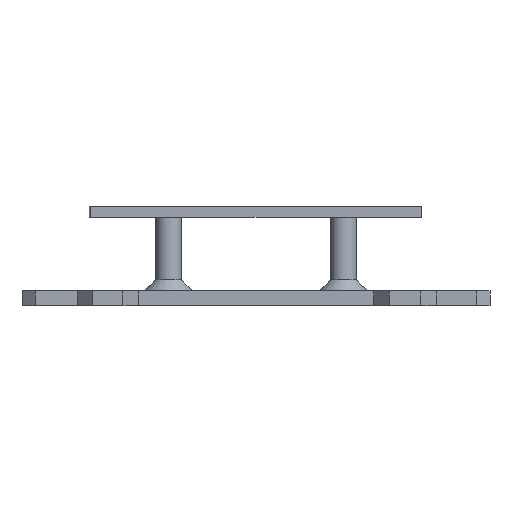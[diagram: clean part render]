
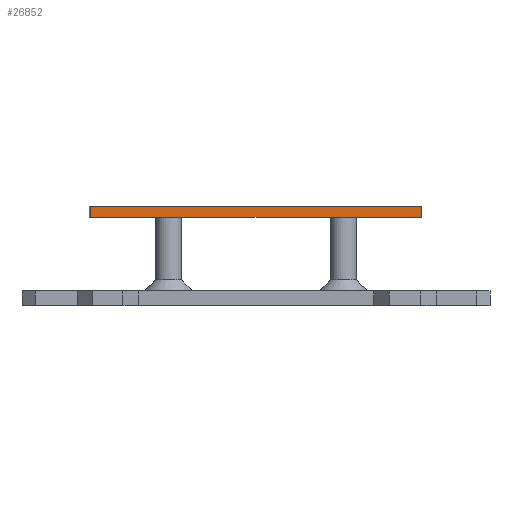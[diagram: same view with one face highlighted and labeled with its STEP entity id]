
A CAD part, front view. The second image highlights one B-rep face of the part: STEP entity #26852.
In plain terms, the highlighted planar face has unit normal (0, -1, 0).
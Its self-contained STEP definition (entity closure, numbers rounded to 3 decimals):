
#26771=CARTESIAN_POINT('',(468.25,-516.,20.));
#26772=VERTEX_POINT('',#26771);
#26789=CARTESIAN_POINT('',(468.25,-516.,23.));
#26790=VERTEX_POINT('',#26789);
#26797=CARTESIAN_POINT('',(468.25,-516.,23.));
#26798=DIRECTION('',(0.,0.,-1.));
#26799=VECTOR('',#26798,3.);
#26800=LINE('',#26797,#26799);
#26801=EDGE_CURVE('',#26790,#26772,#26800,.T.);
#26806=CARTESIAN_POINT('',(430.875,-516.,24.));
#26807=DIRECTION('',(0.,1.,0.));
#26808=DIRECTION('',(1.,0.,0.));
#26809=AXIS2_PLACEMENT_3D('',#26806,#26807,#26808);
#26810=PLANE('',#26809);
#26811=CARTESIAN_POINT('',(378.25,-516.,20.));
#26812=VERTEX_POINT('',#26811);
#26813=CARTESIAN_POINT('',(399.5,-516.,20.));
#26814=VERTEX_POINT('',#26813);
#26815=CARTESIAN_POINT('',(378.25,-516.,20.));
#26816=DIRECTION('',(1.,0.,-0.));
#26817=VECTOR('',#26816,21.25);
#26818=LINE('',#26815,#26817);
#26819=EDGE_CURVE('',#26812,#26814,#26818,.T.);
#26820=ORIENTED_EDGE('',*,*,#26819,.T.);
#26821=CARTESIAN_POINT('',(447.,-516.,20.));
#26822=VERTEX_POINT('',#26821);
#26823=CARTESIAN_POINT('',(399.5,-516.,20.));
#26824=DIRECTION('',(1.,0.,-0.));
#26825=VECTOR('',#26824,47.5);
#26826=LINE('',#26823,#26825);
#26827=EDGE_CURVE('',#26814,#26822,#26826,.T.);
#26828=ORIENTED_EDGE('',*,*,#26827,.T.);
#26829=CARTESIAN_POINT('',(447.,-516.,20.));
#26830=DIRECTION('',(1.,0.,-0.));
#26831=VECTOR('',#26830,21.25);
#26832=LINE('',#26829,#26831);
#26833=EDGE_CURVE('',#26822,#26772,#26832,.T.);
#26834=ORIENTED_EDGE('',*,*,#26833,.T.);
#26835=ORIENTED_EDGE('',*,*,#26801,.F.);
#26836=CARTESIAN_POINT('',(378.25,-516.,23.));
#26837=VERTEX_POINT('',#26836);
#26838=CARTESIAN_POINT('',(378.25,-516.,23.));
#26839=DIRECTION('',(1.,0.,-0.));
#26840=VECTOR('',#26839,90.);
#26841=LINE('',#26838,#26840);
#26842=EDGE_CURVE('',#26837,#26790,#26841,.T.);
#26843=ORIENTED_EDGE('',*,*,#26842,.F.);
#26844=CARTESIAN_POINT('',(378.25,-516.,23.));
#26845=DIRECTION('',(0.,0.,-1.));
#26846=VECTOR('',#26845,3.);
#26847=LINE('',#26844,#26846);
#26848=EDGE_CURVE('',#26837,#26812,#26847,.T.);
#26849=ORIENTED_EDGE('',*,*,#26848,.T.);
#26850=EDGE_LOOP('',(#26820,#26828,#26834,#26835,#26843,#26849));
#26851=FACE_BOUND('',#26850,.T.);
#26852=ADVANCED_FACE('',(#26851),#26810,.F.);
